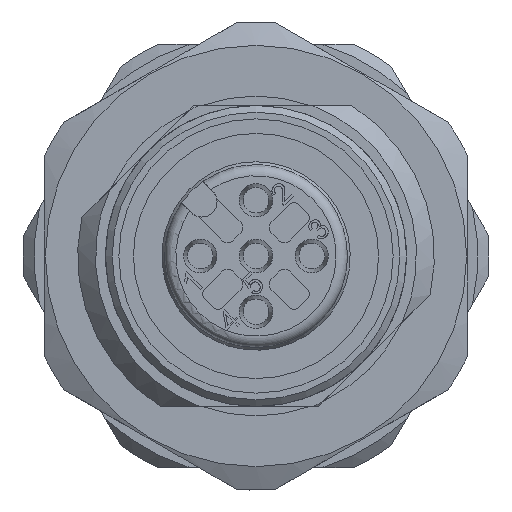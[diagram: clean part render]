
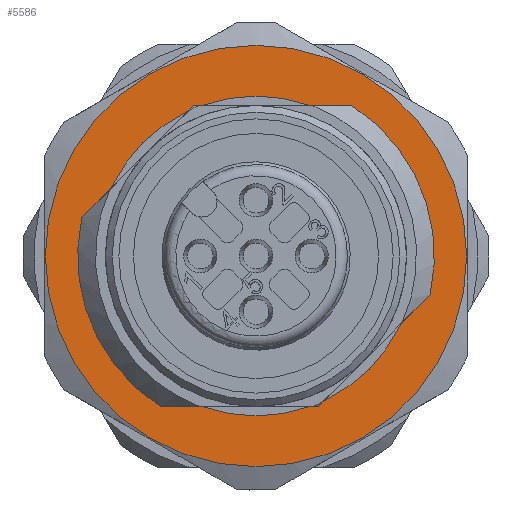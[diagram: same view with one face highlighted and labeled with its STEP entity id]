
A CAD part, left-side view. The second image highlights one B-rep face of the part: STEP entity #5586.
In plain terms, the highlighted planar face has unit normal (-1, 0, 0).
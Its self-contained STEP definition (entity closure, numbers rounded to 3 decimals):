
#830=PLANE('',#6842);
#1026=LINE('',#9415,#1499);
#1033=LINE('',#9428,#1506);
#1034=LINE('',#9430,#1507);
#1040=LINE('',#9440,#1513);
#1041=LINE('',#9443,#1514);
#1043=LINE('',#9447,#1516);
#1050=LINE('',#9460,#1523);
#1051=LINE('',#9462,#1524);
#1499=VECTOR('',#7449,1.);
#1506=VECTOR('',#7456,1.);
#1507=VECTOR('',#7459,1.);
#1513=VECTOR('',#7465,1.);
#1514=VECTOR('',#7470,1.);
#1516=VECTOR('',#7472,1.);
#1523=VECTOR('',#7481,1.);
#1524=VECTOR('',#7482,1.);
#2175=EDGE_LOOP('',(#3481));
#2176=EDGE_LOOP('',(#3482,#3483,#3484,#3485,#3486,#3487,#3488,#3489,#3490,
#3491,#3492,#3493,#3494,#3495));
#3481=ORIENTED_EDGE('',*,*,#4785,.F.);
#3482=ORIENTED_EDGE('',*,*,#4394,.F.);
#3483=ORIENTED_EDGE('',*,*,#4408,.F.);
#3484=ORIENTED_EDGE('',*,*,#4786,.F.);
#3485=ORIENTED_EDGE('',*,*,#4402,.F.);
#3486=ORIENTED_EDGE('',*,*,#4378,.F.);
#3487=ORIENTED_EDGE('',*,*,#4418,.T.);
#3488=ORIENTED_EDGE('',*,*,#4787,.F.);
#3489=ORIENTED_EDGE('',*,*,#4419,.T.);
#3490=ORIENTED_EDGE('',*,*,#4409,.T.);
#3491=ORIENTED_EDGE('',*,*,#4788,.F.);
#3492=ORIENTED_EDGE('',*,*,#4411,.T.);
#3493=ORIENTED_EDGE('',*,*,#4223,.F.);
#3494=ORIENTED_EDGE('',*,*,#4401,.F.);
#3495=ORIENTED_EDGE('',*,*,#4789,.F.);
#4223=EDGE_CURVE('',#5902,#5904,#5087,.T.);
#4378=EDGE_CURVE('',#6015,#6016,#5141,.T.);
#4394=EDGE_CURVE('',#6027,#6028,#1026,.T.);
#4401=EDGE_CURVE('',#6033,#5902,#1033,.T.);
#4402=EDGE_CURVE('',#6016,#6034,#1034,.T.);
#4408=EDGE_CURVE('',#6037,#6027,#1040,.T.);
#4409=EDGE_CURVE('',#6038,#6039,#1041,.T.);
#4411=EDGE_CURVE('',#6040,#5904,#1043,.T.);
#4418=EDGE_CURVE('',#6015,#6045,#1050,.T.);
#4419=EDGE_CURVE('',#6046,#6038,#1051,.T.);
#4785=EDGE_CURVE('',#6288,#6288,#5236,.T.);
#4786=EDGE_CURVE('',#6034,#6037,#5237,.T.);
#4787=EDGE_CURVE('',#6046,#6045,#5238,.T.);
#4788=EDGE_CURVE('',#6040,#6039,#5239,.T.);
#4789=EDGE_CURVE('',#6028,#6033,#5240,.T.);
#5087=CIRCLE('',#6495,8.);
#5141=CIRCLE('',#6581,8.);
#5236=CIRCLE('',#6837,9.45);
#5237=CIRCLE('',#6838,7.172);
#5238=CIRCLE('',#6839,7.172);
#5239=CIRCLE('',#6840,7.172);
#5240=CIRCLE('',#6841,7.172);
#5586=ADVANCED_FACE('',(#5824,#5825),#830,.T.);
#5824=FACE_BOUND('',#2175,.T.);
#5825=FACE_BOUND('',#2176,.T.);
#5902=VERTEX_POINT('',#8978);
#5904=VERTEX_POINT('',#8981);
#6015=VERTEX_POINT('',#9368);
#6016=VERTEX_POINT('',#9370);
#6027=VERTEX_POINT('',#9414);
#6028=VERTEX_POINT('',#9416);
#6033=VERTEX_POINT('',#9427);
#6034=VERTEX_POINT('',#9431);
#6037=VERTEX_POINT('',#9439);
#6038=VERTEX_POINT('',#9444);
#6039=VERTEX_POINT('',#9445);
#6040=VERTEX_POINT('',#9448);
#6045=VERTEX_POINT('',#9461);
#6046=VERTEX_POINT('',#9463);
#6288=VERTEX_POINT('',#11112);
#6495=AXIS2_PLACEMENT_3D('',#8980,#7158,#7159);
#6581=AXIS2_PLACEMENT_3D('',#9369,#7401,#7402);
#6837=AXIS2_PLACEMENT_3D('',#11111,#8107,#8108);
#6838=AXIS2_PLACEMENT_3D('',#11113,#8109,#8110);
#6839=AXIS2_PLACEMENT_3D('',#11114,#8111,#8112);
#6840=AXIS2_PLACEMENT_3D('',#11115,#8113,#8114);
#6841=AXIS2_PLACEMENT_3D('',#11116,#8115,#8116);
#6842=AXIS2_PLACEMENT_3D('',#11117,#8117,#8118);
#7158=DIRECTION('',(-1.,0.,0.));
#7159=DIRECTION('',(0.,0.,1.));
#7401=DIRECTION('',(-1.,0.,0.));
#7402=DIRECTION('',(0.,0.,1.));
#7449=DIRECTION('',(0.,0.707,-0.707));
#7456=DIRECTION('',(0.,0.707,-0.707));
#7459=DIRECTION('',(0.,1.,0.));
#7465=DIRECTION('',(0.,1.,0.));
#7470=DIRECTION('',(0.,1.,0.));
#7472=DIRECTION('',(0.,1.,0.));
#7481=DIRECTION('',(0.,0.707,-0.707));
#7482=DIRECTION('',(0.,0.707,-0.707));
#8107=DIRECTION('',(1.,0.,0.));
#8108=DIRECTION('',(0.,-0.5,0.866));
#8109=DIRECTION('',(-1.,0.,0.));
#8110=DIRECTION('',(0.,0.5,-0.866));
#8111=DIRECTION('',(-1.,0.,0.));
#8112=DIRECTION('',(0.,0.5,-0.866));
#8113=DIRECTION('',(-1.,0.,0.));
#8114=DIRECTION('',(0.,0.5,-0.866));
#8115=DIRECTION('',(-1.,0.,0.));
#8116=DIRECTION('',(0.,0.5,-0.866));
#8117=DIRECTION('',(-1.,0.,0.));
#8118=DIRECTION('',(0.,0.5,-0.866));
#8978=CARTESIAN_POINT('',(9.5,7.809,1.737));
#8980=CARTESIAN_POINT('',(9.5,0.,0.));
#8981=CARTESIAN_POINT('',(9.5,4.294,-6.75));
#9368=CARTESIAN_POINT('',(9.5,-7.809,-1.737));
#9369=CARTESIAN_POINT('',(9.5,0.,0.));
#9370=CARTESIAN_POINT('',(9.5,-4.294,6.75));
#9414=CARTESIAN_POINT('',(9.5,2.796,6.75));
#9415=CARTESIAN_POINT('',(9.5,8.835,0.711));
#9416=CARTESIAN_POINT('',(9.5,3.059,6.487));
#9427=CARTESIAN_POINT('',(9.5,6.487,3.059));
#9428=CARTESIAN_POINT('',(9.5,8.835,0.711));
#9430=CARTESIAN_POINT('',(9.5,2.796,6.75));
#9431=CARTESIAN_POINT('',(9.5,-2.424,6.75));
#9439=CARTESIAN_POINT('',(9.5,2.424,6.75));
#9440=CARTESIAN_POINT('',(9.5,2.796,6.75));
#9443=CARTESIAN_POINT('',(9.5,5.744,-6.75));
#9444=CARTESIAN_POINT('',(9.5,-2.796,-6.75));
#9445=CARTESIAN_POINT('',(9.5,-2.424,-6.75));
#9447=CARTESIAN_POINT('',(9.5,5.744,-6.75));
#9448=CARTESIAN_POINT('',(9.5,2.424,-6.75));
#9460=CARTESIAN_POINT('',(9.5,-2.796,-6.75));
#9461=CARTESIAN_POINT('',(9.5,-6.487,-3.059));
#9462=CARTESIAN_POINT('',(9.5,-2.796,-6.75));
#9463=CARTESIAN_POINT('',(9.5,-3.059,-6.487));
#11111=CARTESIAN_POINT('',(9.5,0.,0.));
#11112=CARTESIAN_POINT('',(9.5,-4.725,8.184));
#11113=CARTESIAN_POINT('',(9.5,0.,0.));
#11114=CARTESIAN_POINT('',(9.5,0.,0.));
#11115=CARTESIAN_POINT('',(9.5,0.,0.));
#11116=CARTESIAN_POINT('',(9.5,0.,0.));
#11117=CARTESIAN_POINT('',(9.5,0.,0.));
